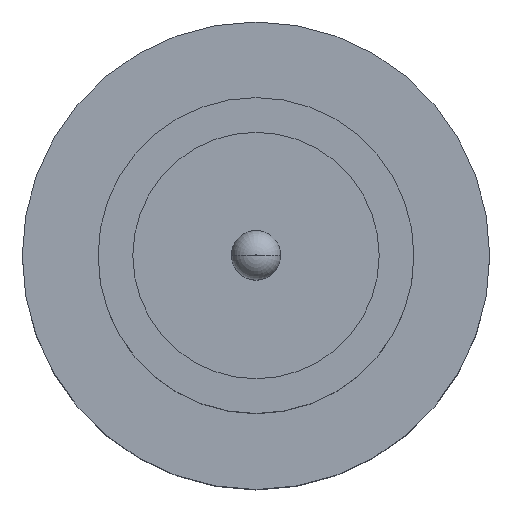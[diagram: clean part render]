
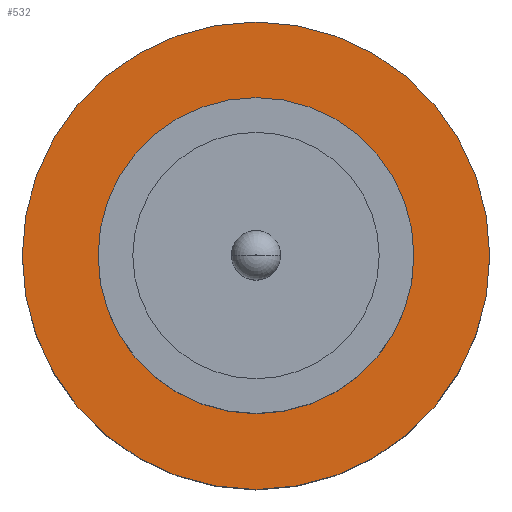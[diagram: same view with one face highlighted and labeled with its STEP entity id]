
A CAD part, top view. The second image highlights one B-rep face of the part: STEP entity #532.
In plain terms, the highlighted planar face has unit normal (0, 0, 1).
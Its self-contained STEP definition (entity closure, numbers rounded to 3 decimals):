
#38 = VERTEX_POINT ( 'NONE', #896 ) ;
#55 = CARTESIAN_POINT ( 'NONE',  ( 1.85, 0., 1.55 ) ) ;
#84 = FACE_BOUND ( 'NONE', #554, .T. ) ;
#86 = PLANE ( 'NONE',  #337 ) ;
#108 = CIRCLE ( 'NONE', #120, 1.25 ) ;
#120 = AXIS2_PLACEMENT_3D ( 'NONE', #136, #703, #208 ) ;
#136 = CARTESIAN_POINT ( 'NONE',  ( 0., 0., 1.55 ) ) ;
#148 = VERTEX_POINT ( 'NONE', #55 ) ;
#155 = AXIS2_PLACEMENT_3D ( 'NONE', #435, #494, #228 ) ;
#165 = AXIS2_PLACEMENT_3D ( 'NONE', #859, #785, #574 ) ;
#200 = AXIS2_PLACEMENT_3D ( 'NONE', #290, #845, #502 ) ;
#208 = DIRECTION ( 'NONE',  ( 1., 0., 0. ) ) ;
#228 = DIRECTION ( 'NONE',  ( 1., 0., 0. ) ) ;
#240 = EDGE_CURVE ( 'NONE', #38, #294, #108, .T. ) ;
#268 = ORIENTED_EDGE ( 'NONE', *, *, #240, .F. ) ;
#290 = CARTESIAN_POINT ( 'NONE',  ( 0., 0., 1.55 ) ) ;
#294 = VERTEX_POINT ( 'NONE', #437 ) ;
#303 = VERTEX_POINT ( 'NONE', #649 ) ;
#337 = AXIS2_PLACEMENT_3D ( 'NONE', #424, #650, #641 ) ;
#352 = CIRCLE ( 'NONE', #200, 1.25 ) ;
#373 = EDGE_LOOP ( 'NONE', ( #466, #406 ) ) ;
#406 = ORIENTED_EDGE ( 'NONE', *, *, #551, .T. ) ;
#416 = CIRCLE ( 'NONE', #155, 1.85 ) ;
#424 = CARTESIAN_POINT ( 'NONE',  ( 0., 0., 1.55 ) ) ;
#435 = CARTESIAN_POINT ( 'NONE',  ( 0., 0., 1.55 ) ) ;
#437 = CARTESIAN_POINT ( 'NONE',  ( 1.25, 0., 1.55 ) ) ;
#466 = ORIENTED_EDGE ( 'NONE', *, *, #630, .T. ) ;
#494 = DIRECTION ( 'NONE',  ( 0., 0., 1. ) ) ;
#502 = DIRECTION ( 'NONE',  ( 1., 0., 0. ) ) ;
#532 = ADVANCED_FACE ( 'NONE', ( #84, #646 ), #86, .T. ) ;
#543 = CIRCLE ( 'NONE', #165, 1.85 ) ;
#551 = EDGE_CURVE ( 'NONE', #148, #303, #416, .T. ) ;
#554 = EDGE_LOOP ( 'NONE', ( #627, #268 ) ) ;
#574 = DIRECTION ( 'NONE',  ( 1., 0., 0. ) ) ;
#589 = EDGE_CURVE ( 'NONE', #294, #38, #352, .T. ) ;
#627 = ORIENTED_EDGE ( 'NONE', *, *, #589, .F. ) ;
#630 = EDGE_CURVE ( 'NONE', #303, #148, #543, .T. ) ;
#641 = DIRECTION ( 'NONE',  ( 1., 0., 0. ) ) ;
#646 = FACE_OUTER_BOUND ( 'NONE', #373, .T. ) ;
#649 = CARTESIAN_POINT ( 'NONE',  ( -1.85, 0., 1.55 ) ) ;
#650 = DIRECTION ( 'NONE',  ( 0., 0., 1. ) ) ;
#703 = DIRECTION ( 'NONE',  ( 0., 0., 1. ) ) ;
#785 = DIRECTION ( 'NONE',  ( 0., 0., 1. ) ) ;
#845 = DIRECTION ( 'NONE',  ( 0., 0., 1. ) ) ;
#859 = CARTESIAN_POINT ( 'NONE',  ( 0., 0., 1.55 ) ) ;
#896 = CARTESIAN_POINT ( 'NONE',  ( -1.25, 0., 1.55 ) ) ;
